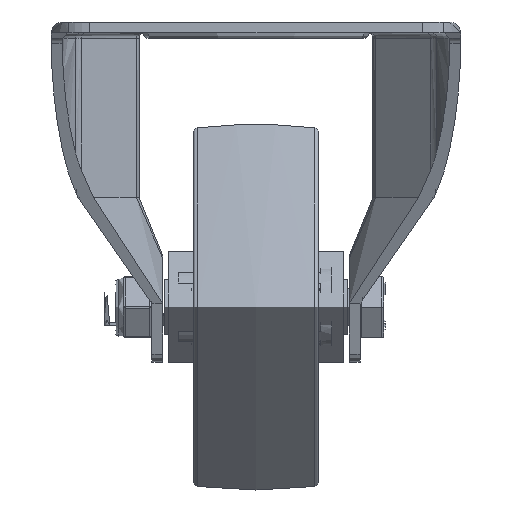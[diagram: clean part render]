
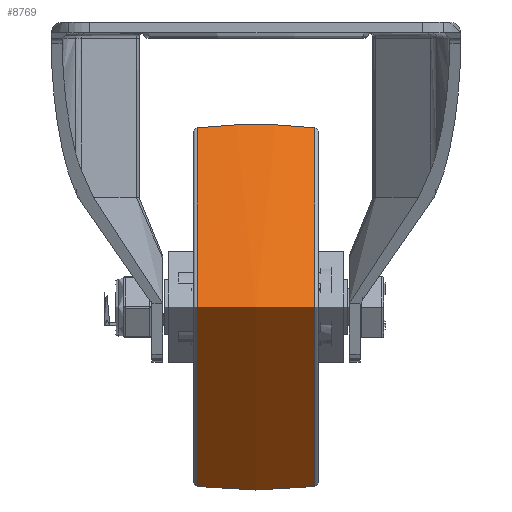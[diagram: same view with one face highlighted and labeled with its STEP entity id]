
A CAD part, left-side view. The second image highlights one B-rep face of the part: STEP entity #8769.
In plain terms, the highlighted free-form (B-spline) face has degree [2, 2] with [3, 9] control points.
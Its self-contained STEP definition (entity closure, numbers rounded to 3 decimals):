
#34=(
BOUNDED_SURFACE()
B_SPLINE_SURFACE(2,2,((#18875,#18876,#18877,#18878,#18879,#18880,#18881,
#18882,#18883),(#18884,#18885,#18886,#18887,#18888,#18889,#18890,#18891,
#18892),(#18893,#18894,#18895,#18896,#18897,#18898,#18899,#18900,#18901)),
 .UNSPECIFIED.,.F.,.T.,.F.)
B_SPLINE_SURFACE_WITH_KNOTS((3,3),(3,2,2,2,3),(-0.118,0.118),
(-3.142,-1.571,0.,1.571,3.142),
 .UNSPECIFIED.)
GEOMETRIC_REPRESENTATION_ITEM()
RATIONAL_B_SPLINE_SURFACE(((1.,0.707,1.,0.707,1.,
0.707,1.,0.707,1.),(0.993,0.702,
0.993,0.702,0.993,0.702,
0.993,0.702,0.993),(1.,0.707,
1.,0.707,1.,0.707,1.,0.707,1.)))
REPRESENTATION_ITEM('')
SURFACE()
);
#1084=FACE_OUTER_BOUND('',#1624,.T.);
#1624=EDGE_LOOP('',(#6918,#6919,#6920,#6921));
#3420=CIRCLE('',#9597,49.046);
#3423=CIRCLE('',#9601,136.625);
#3424=CIRCLE('',#9602,49.046);
#3976=VERTEX_POINT('',#18866);
#3979=VERTEX_POINT('',#18902);
#5015=EDGE_CURVE('',#3976,#3976,#3420,.T.);
#5019=EDGE_CURVE('',#3976,#3979,#3423,.T.);
#5020=EDGE_CURVE('',#3979,#3979,#3424,.T.);
#6918=ORIENTED_EDGE('',*,*,#5015,.F.);
#6919=ORIENTED_EDGE('',*,*,#5019,.T.);
#6920=ORIENTED_EDGE('',*,*,#5020,.F.);
#6921=ORIENTED_EDGE('',*,*,#5019,.F.);
#8769=ADVANCED_FACE('',(#1084),#34,.F.);
#9597=AXIS2_PLACEMENT_3D('',#18868,#11182,#11183);
#9601=AXIS2_PLACEMENT_3D('',#18903,#11191,#11192);
#9602=AXIS2_PLACEMENT_3D('',#18904,#11193,#11194);
#11182=DIRECTION('center_axis',(0.,-1.,0.));
#11183=DIRECTION('ref_axis',(0.,0.,-1.));
#11191=DIRECTION('center_axis',(-1.,0.,0.));
#11192=DIRECTION('ref_axis',(0.,0.,1.));
#11193=DIRECTION('center_axis',(0.,1.,0.));
#11194=DIRECTION('ref_axis',(0.,0.,1.));
#18866=CARTESIAN_POINT('',(0.,-16.118,49.046));
#18868=CARTESIAN_POINT('Origin',(0.,-16.118,0.));
#18875=CARTESIAN_POINT('Ctrl Pts',(0.,16.118,49.046));
#18876=CARTESIAN_POINT('Ctrl Pts',(-49.046,16.118,49.046));
#18877=CARTESIAN_POINT('Ctrl Pts',(-49.046,16.118,0.));
#18878=CARTESIAN_POINT('Ctrl Pts',(-49.046,16.118,-49.046));
#18879=CARTESIAN_POINT('Ctrl Pts',(0.,16.118,-49.046));
#18880=CARTESIAN_POINT('Ctrl Pts',(49.046,16.118,-49.046));
#18881=CARTESIAN_POINT('Ctrl Pts',(49.046,16.118,0.));
#18882=CARTESIAN_POINT('Ctrl Pts',(49.046,16.118,49.046));
#18883=CARTESIAN_POINT('Ctrl Pts',(0.,16.118,49.046));
#18884=CARTESIAN_POINT('Ctrl Pts',(0.,0.,50.961));
#18885=CARTESIAN_POINT('Ctrl Pts',(-50.961,0.,
50.961));
#18886=CARTESIAN_POINT('Ctrl Pts',(-50.961,0.,
0.));
#18887=CARTESIAN_POINT('Ctrl Pts',(-50.961,0.,
-50.961));
#18888=CARTESIAN_POINT('Ctrl Pts',(0.,0.,-50.961));
#18889=CARTESIAN_POINT('Ctrl Pts',(50.961,0.,
-50.961));
#18890=CARTESIAN_POINT('Ctrl Pts',(50.961,0.,
0.));
#18891=CARTESIAN_POINT('Ctrl Pts',(50.961,0.,
50.961));
#18892=CARTESIAN_POINT('Ctrl Pts',(0.,0.,50.961));
#18893=CARTESIAN_POINT('Ctrl Pts',(0.,-16.118,49.046));
#18894=CARTESIAN_POINT('Ctrl Pts',(-49.046,-16.118,
49.046));
#18895=CARTESIAN_POINT('Ctrl Pts',(-49.046,-16.118,
0.));
#18896=CARTESIAN_POINT('Ctrl Pts',(-49.046,-16.118,
-49.046));
#18897=CARTESIAN_POINT('Ctrl Pts',(0.,-16.118,-49.046));
#18898=CARTESIAN_POINT('Ctrl Pts',(49.046,-16.118,-49.046));
#18899=CARTESIAN_POINT('Ctrl Pts',(49.046,-16.118,0.));
#18900=CARTESIAN_POINT('Ctrl Pts',(49.046,-16.118,49.046));
#18901=CARTESIAN_POINT('Ctrl Pts',(0.,-16.118,49.046));
#18902=CARTESIAN_POINT('',(0.,16.118,49.046));
#18903=CARTESIAN_POINT('Origin',(0.,0.,
-86.625));
#18904=CARTESIAN_POINT('Origin',(0.,16.118,0.));
